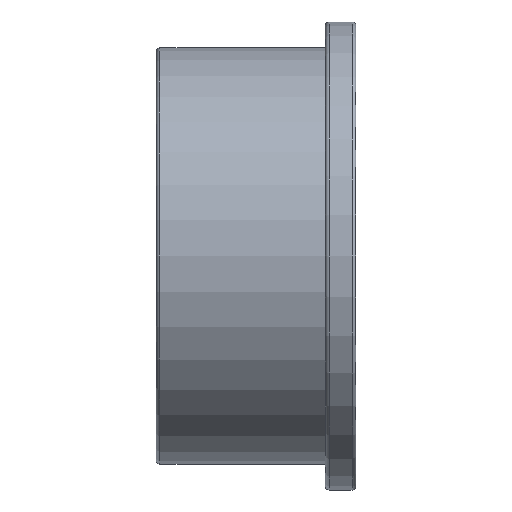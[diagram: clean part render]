
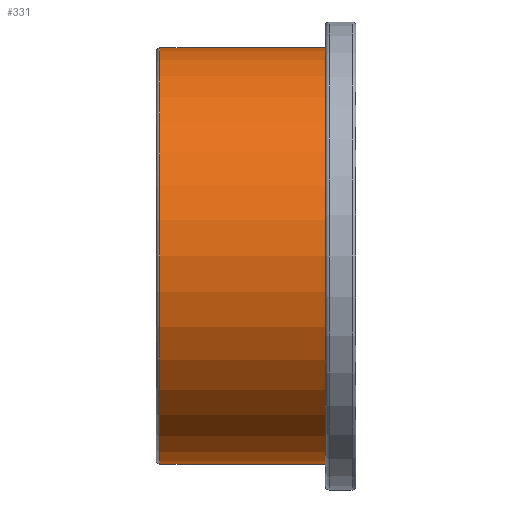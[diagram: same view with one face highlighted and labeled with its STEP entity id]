
A CAD part, front view. The second image highlights one B-rep face of the part: STEP entity #331.
In plain terms, the highlighted cylindrical face has radius 136.5 mm (diameter 273 mm), a full revolution.
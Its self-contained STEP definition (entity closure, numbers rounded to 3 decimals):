
#23=CYLINDRICAL_SURFACE('',#379,136.5);
#64=FACE_BOUND('',#142,.T.);
#92=FACE_OUTER_BOUND('',#141,.T.);
#141=EDGE_LOOP('',(#291));
#142=EDGE_LOOP('',(#292));
#166=CIRCLE('',#376,136.5);
#167=CIRCLE('',#378,136.5);
#194=VERTEX_POINT('',#2692);
#195=VERTEX_POINT('',#2695);
#227=EDGE_CURVE('',#194,#194,#166,.T.);
#228=EDGE_CURVE('',#195,#195,#167,.T.);
#291=ORIENTED_EDGE('',*,*,#227,.T.);
#292=ORIENTED_EDGE('',*,*,#228,.F.);
#331=ADVANCED_FACE('',(#92,#64),#23,.T.);
#376=AXIS2_PLACEMENT_3D('',#2693,#465,#466);
#378=AXIS2_PLACEMENT_3D('',#2696,#469,#470);
#379=AXIS2_PLACEMENT_3D('',#2697,#471,#472);
#465=DIRECTION('center_axis',(-1.,0.,0.));
#466=DIRECTION('ref_axis',(0.,0.,1.));
#469=DIRECTION('center_axis',(-1.,0.,0.));
#470=DIRECTION('ref_axis',(0.,1.,0.));
#471=DIRECTION('center_axis',(-1.,0.,0.));
#472=DIRECTION('ref_axis',(0.,-1.,0.));
#2692=CARTESIAN_POINT('',(111.,-136.5,0.));
#2693=CARTESIAN_POINT('Origin',(111.,0.,0.));
#2695=CARTESIAN_POINT('',(2.5,-136.5,0.));
#2696=CARTESIAN_POINT('Origin',(2.5,0.,0.));
#2697=CARTESIAN_POINT('Origin',(55.5,0.,0.));
